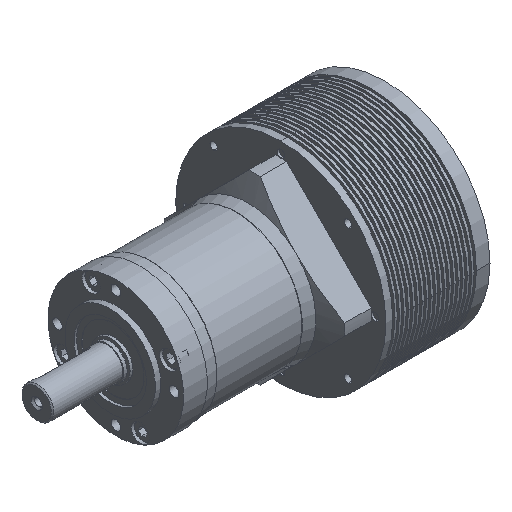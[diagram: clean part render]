
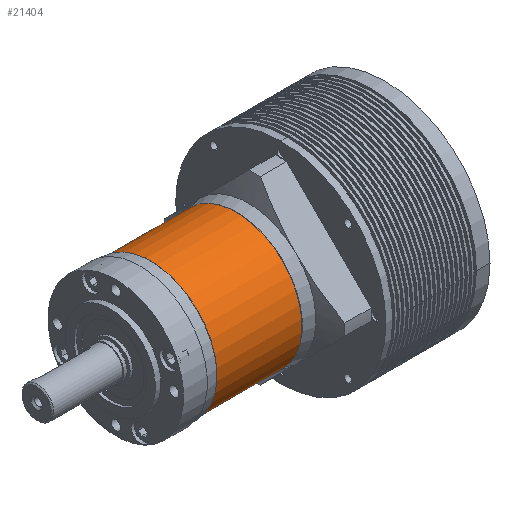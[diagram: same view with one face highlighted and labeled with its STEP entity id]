
A CAD part, isometric view. The second image highlights one B-rep face of the part: STEP entity #21404.
In plain terms, the highlighted cylindrical face has radius 29 mm (diameter 58 mm), a partial arc.
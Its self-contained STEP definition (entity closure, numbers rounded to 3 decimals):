
#1798 = EDGE_CURVE ( 'NONE', #13370, #27973, #28874, .T. ) ;
#2086 = DIRECTION ( 'NONE',  ( 1., 0., 0. ) ) ;
#2252 = CARTESIAN_POINT ( 'NONE',  ( -87.5, 0., 0. ) ) ;
#2267 = VERTEX_POINT ( 'NONE', #14465 ) ;
#2769 = ORIENTED_EDGE ( 'NONE', *, *, #15314, .T. ) ;
#4368 = VECTOR ( 'NONE', #12661, 1000. ) ;
#4962 = DIRECTION ( 'NONE',  ( 0., -0.707, -0.707 ) ) ;
#5044 = VERTEX_POINT ( 'NONE', #12565 ) ;
#5585 = AXIS2_PLACEMENT_3D ( 'NONE', #25882, #13209, #20624 ) ;
#7042 = DIRECTION ( 'NONE',  ( 0., -0.707, -0.707 ) ) ;
#7808 = VECTOR ( 'NONE', #25223, 1000. ) ;
#8698 = FACE_OUTER_BOUND ( 'NONE', #22625, .T. ) ;
#9872 = ORIENTED_EDGE ( 'NONE', *, *, #29247, .F. ) ;
#12565 = CARTESIAN_POINT ( 'NONE',  ( -87.5, 20.506, 20.506 ) ) ;
#12661 = DIRECTION ( 'NONE',  ( 1., 0., 0. ) ) ;
#13100 = CARTESIAN_POINT ( 'NONE',  ( -87.5, 20.506, 20.506 ) ) ;
#13209 = DIRECTION ( 'NONE',  ( -1., 0., 0. ) ) ;
#13370 = VERTEX_POINT ( 'NONE', #19563 ) ;
#14465 = CARTESIAN_POINT ( 'NONE',  ( -49.5, 20.506, 20.506 ) ) ;
#15314 = EDGE_CURVE ( 'NONE', #27973, #2267, #20596, .T. ) ;
#17580 = AXIS2_PLACEMENT_3D ( 'NONE', #32388, #2086, #7042 ) ;
#19563 = CARTESIAN_POINT ( 'NONE',  ( -87.5, -20.506, -20.506 ) ) ;
#19588 = ORIENTED_EDGE ( 'NONE', *, *, #26008, .F. ) ;
#19780 = CYLINDRICAL_SURFACE ( 'NONE', #17580, 29. ) ;
#20398 = CARTESIAN_POINT ( 'NONE',  ( -87.5, -20.506, -20.506 ) ) ;
#20596 = CIRCLE ( 'NONE', #5585, 29. ) ;
#20624 = DIRECTION ( 'NONE',  ( 0., 0.707, 0.707 ) ) ;
#21251 = ORIENTED_EDGE ( 'NONE', *, *, #1798, .T. ) ;
#21404 = ADVANCED_FACE ( 'NONE', ( #8698 ), #19780, .T. ) ;
#22625 = EDGE_LOOP ( 'NONE', ( #9872, #19588, #21251, #2769 ) ) ;
#24416 = CARTESIAN_POINT ( 'NONE',  ( -49.5, -20.506, -20.506 ) ) ;
#24706 = LINE ( 'NONE', #13100, #4368 ) ;
#25223 = DIRECTION ( 'NONE',  ( 1., 0., 0. ) ) ;
#25437 = DIRECTION ( 'NONE',  ( -1., 0., 0. ) ) ;
#25882 = CARTESIAN_POINT ( 'NONE',  ( -49.5, 0., 0. ) ) ;
#26000 = CIRCLE ( 'NONE', #27671, 29. ) ;
#26008 = EDGE_CURVE ( 'NONE', #13370, #5044, #26000, .T. ) ;
#27671 = AXIS2_PLACEMENT_3D ( 'NONE', #2252, #25437, #4962 ) ;
#27973 = VERTEX_POINT ( 'NONE', #24416 ) ;
#28874 = LINE ( 'NONE', #20398, #7808 ) ;
#29247 = EDGE_CURVE ( 'NONE', #5044, #2267, #24706, .T. ) ;
#32388 = CARTESIAN_POINT ( 'NONE',  ( -87.5, 0., 0. ) ) ;
